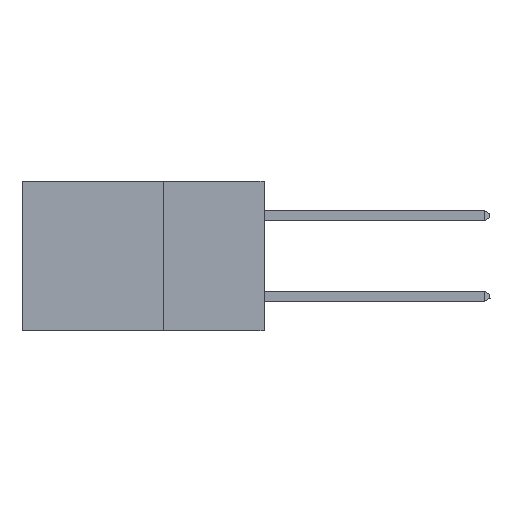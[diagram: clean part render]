
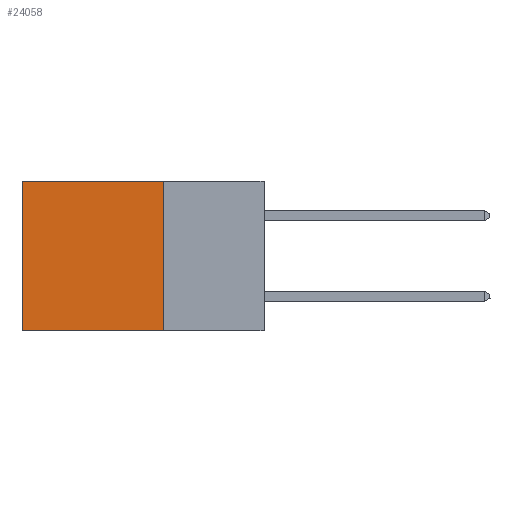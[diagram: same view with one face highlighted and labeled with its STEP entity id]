
A CAD part, left-side view. The second image highlights one B-rep face of the part: STEP entity #24058.
In plain terms, the highlighted planar face has unit normal (-1, 0, 0).
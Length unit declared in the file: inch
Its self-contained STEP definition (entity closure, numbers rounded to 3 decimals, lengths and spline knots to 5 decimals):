
#753 = EDGE_CURVE ( 'NONE', #10961, #6043, #23671, .T. ) ;
#1222 = EDGE_CURVE ( 'NONE', #6043, #3333, #7847, .T. ) ;
#1401 = FACE_OUTER_BOUND ( 'NONE', #19813, .T. ) ;
#1821 = DIRECTION ( 'NONE',  ( 1., 0., 0. ) ) ;
#3333 = VERTEX_POINT ( 'NONE', #18780 ) ;
#4987 = CARTESIAN_POINT ( 'NONE',  ( 0.298, 0.6, 0. ) ) ;
#6043 = VERTEX_POINT ( 'NONE', #22491 ) ;
#6325 = DIRECTION ( 'NONE',  ( 0., 1., 0. ) ) ;
#6547 = VECTOR ( 'NONE', #23165, 39.37008 ) ;
#7288 = VERTEX_POINT ( 'NONE', #14315 ) ;
#7847 = LINE ( 'NONE', #4987, #22512 ) ;
#7905 = CARTESIAN_POINT ( 'NONE',  ( 0.298, 0.25, 0. ) ) ;
#10413 = AXIS2_PLACEMENT_3D ( 'NONE', #24717, #1821, #15468 ) ;
#10961 = VERTEX_POINT ( 'NONE', #23629 ) ;
#11636 = DIRECTION ( 'NONE',  ( 0., 1., 0. ) ) ;
#13099 = VECTOR ( 'NONE', #11636, 39.37008 ) ;
#13171 = ORIENTED_EDGE ( 'NONE', *, *, #753, .T. ) ;
#13786 = ORIENTED_EDGE ( 'NONE', *, *, #24843, .F. ) ;
#14315 = CARTESIAN_POINT ( 'NONE',  ( 0.298, 0.25, -0.37 ) ) ;
#15468 = DIRECTION ( 'NONE',  ( 0., 0., -1. ) ) ;
#17320 = CARTESIAN_POINT ( 'NONE',  ( 0.298, 0.25, 0. ) ) ;
#17909 = CARTESIAN_POINT ( 'NONE',  ( 0.298, 0.25, -0.37 ) ) ;
#18044 = LINE ( 'NONE', #7905, #6547 ) ;
#18471 = LINE ( 'NONE', #17909, #22821 ) ;
#18780 = CARTESIAN_POINT ( 'NONE',  ( 0.298, 0.6, -0.37 ) ) ;
#19813 = EDGE_LOOP ( 'NONE', ( #22388, #20484, #13786, #13171 ) ) ;
#20484 = ORIENTED_EDGE ( 'NONE', *, *, #22485, .F. ) ;
#22388 = ORIENTED_EDGE ( 'NONE', *, *, #1222, .T. ) ;
#22485 = EDGE_CURVE ( 'NONE', #7288, #3333, #18471, .T. ) ;
#22491 = CARTESIAN_POINT ( 'NONE',  ( 0.298, 0.6, 0. ) ) ;
#22512 = VECTOR ( 'NONE', #24420, 39.37008 ) ;
#22821 = VECTOR ( 'NONE', #6325, 39.37008 ) ;
#22882 = PLANE ( 'NONE',  #10413 ) ;
#23165 = DIRECTION ( 'NONE',  ( 0., 0., -1. ) ) ;
#23629 = CARTESIAN_POINT ( 'NONE',  ( 0.298, 0.25, 0. ) ) ;
#23671 = LINE ( 'NONE', #17320, #13099 ) ;
#24058 = ADVANCED_FACE ( 'NONE', ( #1401 ), #22882, .F. ) ;
#24420 = DIRECTION ( 'NONE',  ( 0., 0., -1. ) ) ;
#24717 = CARTESIAN_POINT ( 'NONE',  ( 0.298, 0.25, 0. ) ) ;
#24843 = EDGE_CURVE ( 'NONE', #10961, #7288, #18044, .T. ) ;
